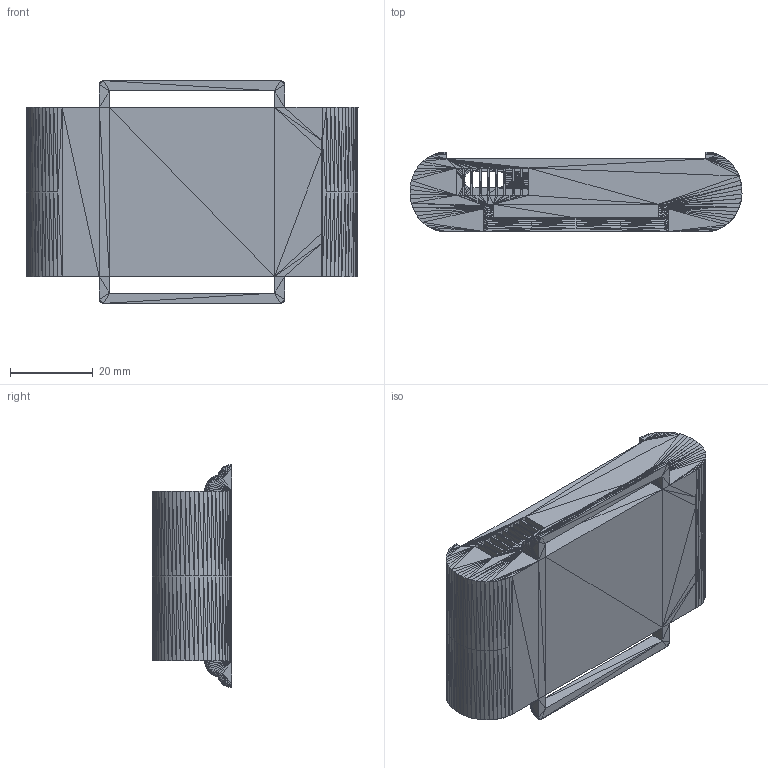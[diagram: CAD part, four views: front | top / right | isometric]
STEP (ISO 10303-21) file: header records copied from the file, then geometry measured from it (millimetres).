
FILE_DESCRIPTION(/* description */ (''),/* implementation_level */ '2;1');
FILE_NAME(/* name */ 'Case.step',/* time_stamp */ '2024-04-05T16:52:42-04:00',/* author */ (''),/* organization */ (''),/* preprocessor_version */ 'ST-DEVELOPER v20',/* originating_system */ 'Autodesk Translation Framework v12.20.1.177',/* authorisation */ '');
FILE_SCHEMA (('AUTOMOTIVE_DESIGN { 1 0 10303 214 3 1 1 }'));
Products named in the file (1): Case
Bounding box: 80.47 x 19.25 x 54 mm (x, y, z)
Volume: 16883 mm3; surface area: 14791.2 mm2
Topology: 1 solids, 1 shells, 3306 faces, 4959 edges, 1629 vertices
Faces by surface type: plane 3306
Entity records: 64460 total; most frequent: DIRECTION 11573, ORIENTED_EDGE 9918, CARTESIAN_POINT 9895, LINE 4959, VECTOR 4959, EDGE_CURVE 4959, AXIS2_PLACEMENT_3D 3307, FACE_OUTER_BOUND 3306
